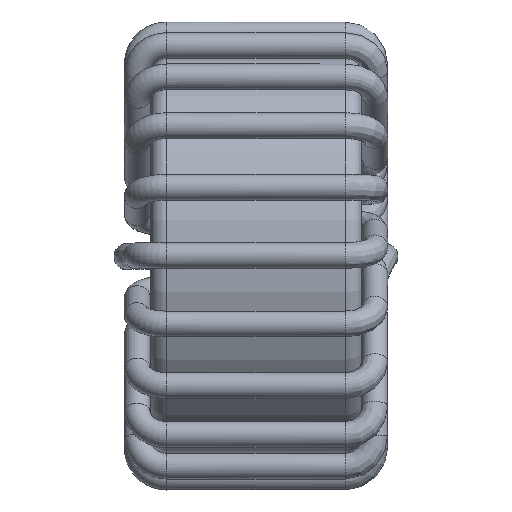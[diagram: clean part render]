
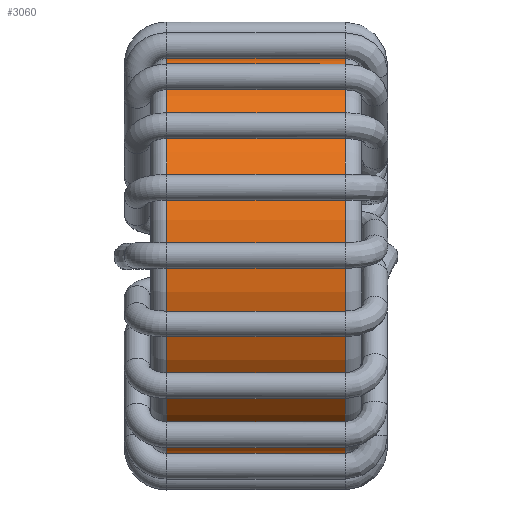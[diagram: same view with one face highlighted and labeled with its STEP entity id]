
A CAD part, top view. The second image highlights one B-rep face of the part: STEP entity #3060.
In plain terms, the highlighted cylindrical face has radius 6.45 mm (diameter 12.9 mm), a full revolution.
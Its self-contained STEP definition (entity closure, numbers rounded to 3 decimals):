
#266=CYLINDRICAL_SURFACE('',#3287,6.45);
#601=ORIENTED_EDGE('',*,*,#765,.T.);
#602=ORIENTED_EDGE('',*,*,#764,.T.);
#764=EDGE_CURVE('',#932,#932,#1022,.T.);
#765=EDGE_CURVE('',#933,#933,#1023,.T.);
#932=VERTEX_POINT('',#8911);
#933=VERTEX_POINT('',#8914);
#1022=CIRCLE('',#3274,6.45);
#1023=CIRCLE('',#3276,6.45);
#1363=EDGE_LOOP('',(#601));
#1364=EDGE_LOOP('',(#602));
#1699=FACE_BOUND('',#1363,.T.);
#1700=FACE_BOUND('',#1364,.T.);
#3060=ADVANCED_FACE('',(#1699,#1700),#266,.T.);
#3274=AXIS2_PLACEMENT_3D('',#8910,#3699,#3700);
#3276=AXIS2_PLACEMENT_3D('',#8913,#3703,#3704);
#3287=AXIS2_PLACEMENT_3D('',#8930,#3725,#3726);
#3699=DIRECTION('',(0.,1.,0.));
#3700=DIRECTION('',(0.,0.,1.));
#3703=DIRECTION('',(0.,-1.,0.));
#3704=DIRECTION('',(0.,0.,-1.));
#3725=DIRECTION('',(0.,-1.,0.));
#3726=DIRECTION('',(0.,0.,-1.));
#8910=CARTESIAN_POINT('',(0.,-2.775,0.));
#8911=CARTESIAN_POINT('',(0.,-2.775,6.45));
#8913=CARTESIAN_POINT('',(0.,2.775,0.));
#8914=CARTESIAN_POINT('',(0.,2.775,-6.45));
#8930=CARTESIAN_POINT('',(0.,0.,0.));
